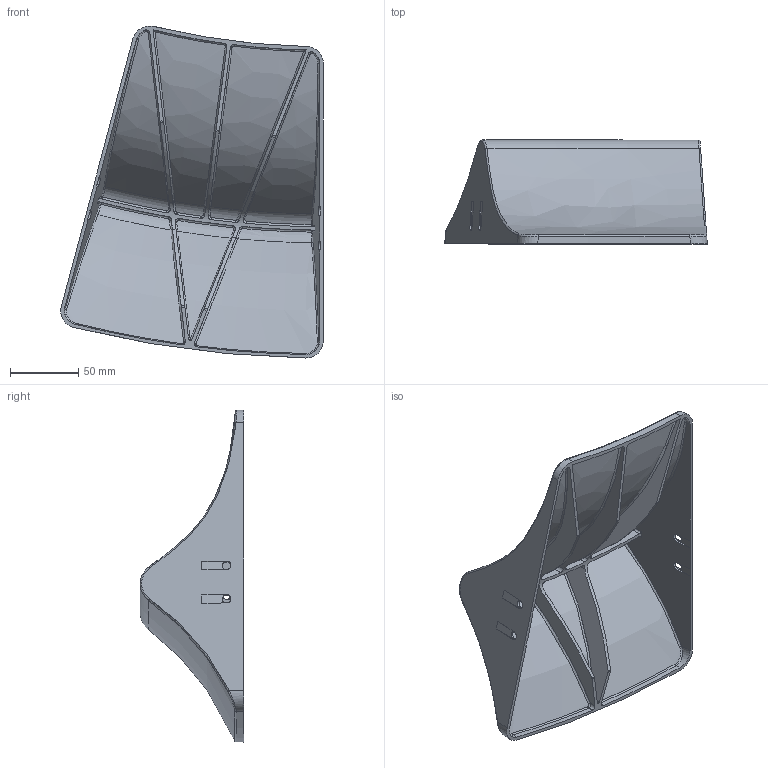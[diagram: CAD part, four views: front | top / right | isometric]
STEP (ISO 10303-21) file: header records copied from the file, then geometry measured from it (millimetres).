
FILE_DESCRIPTION (( 'STEP AP214' ), '1' );
FILE_NAME ('am -3862 Crater Section.STEP', '2018-08-21T13:39:26', ( '' ), ( '' ), 'SwSTEP 2.0', 'SolidWorks 2018', '' );
FILE_SCHEMA (( 'AUTOMOTIVE_DESIGN' ));
Length unit declared in the file: inch
Products named in the file (1): am -3862 Crater Section
Bounding box: 192.69 x 76.2 x 243.7 mm (x, y, z)
Volume: 189040 mm3; surface area: 147664.5 mm2
Topology: 1 solids, 1 shells, 203 faces, 504 edges, 300 vertices
Faces by surface type: bspline 84, cylinder 41, plane 39, torus 33, sphere 6
Entity records: 11811 total; most frequent: CARTESIAN_POINT 7665, ORIENTED_EDGE 1008, DIRECTION 681, EDGE_CURVE 504, VERTEX_POINT 300, AXIS2_PLACEMENT_3D 282, EDGE_LOOP 208, FACE_OUTER_BOUND 203
